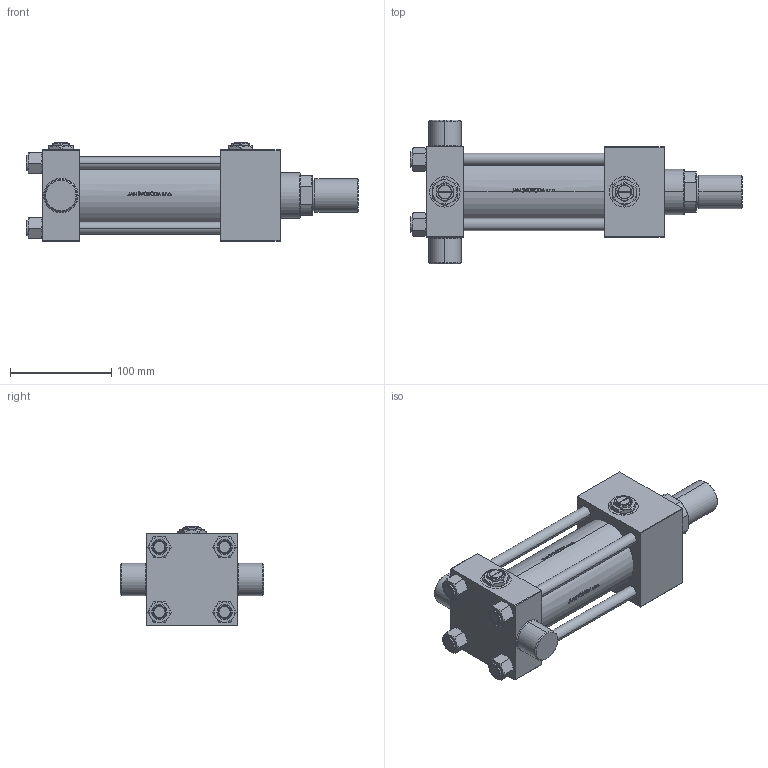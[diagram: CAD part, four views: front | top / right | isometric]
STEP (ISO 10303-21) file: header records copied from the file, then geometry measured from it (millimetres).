
FILE_DESCRIPTION (( 'STEP AP203' ), '1' );
FILE_NAME ('a5be.STEP', '2022-04-16T02:52:16', ( '' ), ( '' ), 'SwSTEP 2.0', 'SolidWorks 2019', '' );
FILE_SCHEMA (( 'CONFIG_CONTROL_DESIGN' ));
Length unit declared in the file: millimetre
Products named in the file (8): NUT_M5_L 3dbdc7fed06a12a82bd7a2bbf4a57e7b; V215CR_L_Body 3dbdc7fed06a12a82bd7a2bbf4a57e7b; a5be; V215_VC_A 3dbdc7fed06a12a82bd7a2bbf4a57e7b; V215CR_L_TYCINKA 3dbdc7fed06a12a82bd7a2bbf4a57e7b; V215CR_VCP_L 3dbdc7fed06a12a82bd7a2bbf4a57e7b; ROD_END_AH 3dbdc7fed06a12a82bd7a2bbf4a57e7b; Zatka_pro_OIL_PORT 3dbdc7fed06a12a82bd7a2bbf4a57e7b
Assembly tree (14 placements, depth 2):
  a5be
    V215CR_L_Body 3dbdc7fed06a12a82bd7a2bbf4a57e7b
    V215CR_VCP_L 3dbdc7fed06a12a82bd7a2bbf4a57e7b
    V215CR_L_TYCINKA 3dbdc7fed06a12a82bd7a2bbf4a57e7b  x4
    NUT_M5_L 3dbdc7fed06a12a82bd7a2bbf4a57e7b  x4
    V215_VC_A 3dbdc7fed06a12a82bd7a2bbf4a57e7b
    ROD_END_AH 3dbdc7fed06a12a82bd7a2bbf4a57e7b
    Zatka_pro_OIL_PORT 3dbdc7fed06a12a82bd7a2bbf4a57e7b  x2
Bounding box: 328 x 142 x 97 mm (x, y, z)
Volume: 1288308.7 mm3; surface area: 257464 mm2
Topology: 14 solids, 14 shells, 1191 faces, 2976 edges, 1901 vertices
Faces by surface type: plane 481, bspline 380, cone 178, cylinder 138, torus 14
Entity records: 49375 total; most frequent: CARTESIAN_POINT 26321, ORIENTED_EDGE 5252, DIRECTION 3294, EDGE_CURVE 2626, VERTEX_POINT 1699, LINE 1324, VECTOR 1324, EDGE_LOOP 1131
